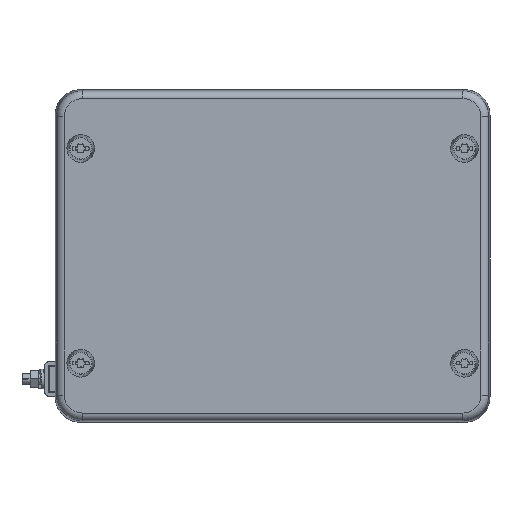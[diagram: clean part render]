
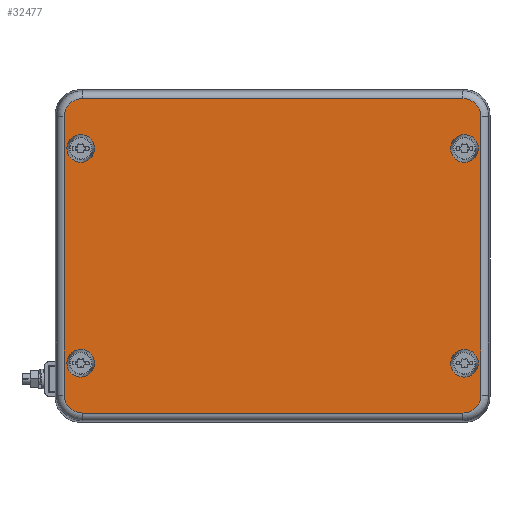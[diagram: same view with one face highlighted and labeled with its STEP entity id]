
A CAD part, top view. The second image highlights one B-rep face of the part: STEP entity #32477.
In plain terms, the highlighted planar face has unit normal (0, 0, 1).
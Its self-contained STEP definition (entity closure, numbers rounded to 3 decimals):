
#22268=AXIS2_PLACEMENT_3D('Circle Axis2P3D',#22266,#22267,$) ;
#22294=AXIS2_PLACEMENT_3D('Circle Axis2P3D',#22292,#22293,$) ;
#22311=AXIS2_PLACEMENT_3D('Circle Axis2P3D',#22309,#22310,$) ;
#22337=AXIS2_PLACEMENT_3D('Circle Axis2P3D',#22335,#22336,$) ;
#22354=AXIS2_PLACEMENT_3D('Circle Axis2P3D',#22352,#22353,$) ;
#22380=AXIS2_PLACEMENT_3D('Circle Axis2P3D',#22378,#22379,$) ;
#22397=AXIS2_PLACEMENT_3D('Circle Axis2P3D',#22395,#22396,$) ;
#22423=AXIS2_PLACEMENT_3D('Circle Axis2P3D',#22421,#22422,$) ;
#32393=AXIS2_PLACEMENT_3D('Plane Axis2P3D',#32390,#32391,#32392) ;
#32406=AXIS2_PLACEMENT_3D('Circle Axis2P3D',#32404,#32405,$) ;
#32420=AXIS2_PLACEMENT_3D('Circle Axis2P3D',#32418,#32419,$) ;
#32434=AXIS2_PLACEMENT_3D('Circle Axis2P3D',#32432,#32433,$) ;
#32448=AXIS2_PLACEMENT_3D('Circle Axis2P3D',#32446,#32447,$) ;
#22266=CARTESIAN_POINT('Axis2P3D Location',(172.969,107.,90.)) ;
#22270=CARTESIAN_POINT('Vertex',(170.372,102.246,90.)) ;
#22272=CARTESIAN_POINT('Vertex',(175.566,111.754,90.)) ;
#22292=CARTESIAN_POINT('Axis2P3D Location',(172.969,107.,90.)) ;
#22309=CARTESIAN_POINT('Axis2P3D Location',(172.969,23.,90.)) ;
#22313=CARTESIAN_POINT('Vertex',(170.372,18.246,90.)) ;
#22315=CARTESIAN_POINT('Vertex',(175.566,27.754,90.)) ;
#22335=CARTESIAN_POINT('Axis2P3D Location',(172.969,23.,90.)) ;
#22352=CARTESIAN_POINT('Axis2P3D Location',(22.969,23.,90.)) ;
#22356=CARTESIAN_POINT('Vertex',(20.372,18.246,90.)) ;
#22358=CARTESIAN_POINT('Vertex',(25.566,27.754,90.)) ;
#22378=CARTESIAN_POINT('Axis2P3D Location',(22.969,23.,90.)) ;
#22395=CARTESIAN_POINT('Axis2P3D Location',(22.969,107.,90.)) ;
#22399=CARTESIAN_POINT('Vertex',(25.566,111.754,90.)) ;
#22401=CARTESIAN_POINT('Vertex',(20.372,102.246,90.)) ;
#22421=CARTESIAN_POINT('Axis2P3D Location',(22.969,107.,90.)) ;
#32390=CARTESIAN_POINT('Axis2P3D Location',(97.969,65.,90.)) ;
#32395=CARTESIAN_POINT('Line Origine',(179.419,65.,90.)) ;
#32399=CARTESIAN_POINT('Vertex',(179.419,10.567,90.)) ;
#32401=CARTESIAN_POINT('Vertex',(179.419,119.433,90.)) ;
#32404=CARTESIAN_POINT('Axis2P3D Location',(172.402,119.433,90.)) ;
#32408=CARTESIAN_POINT('Vertex',(172.402,126.45,90.)) ;
#32411=CARTESIAN_POINT('Line Origine',(97.969,126.45,90.)) ;
#32415=CARTESIAN_POINT('Vertex',(23.536,126.45,90.)) ;
#32418=CARTESIAN_POINT('Axis2P3D Location',(23.536,119.433,90.)) ;
#32422=CARTESIAN_POINT('Vertex',(16.519,119.433,90.)) ;
#32425=CARTESIAN_POINT('Line Origine',(16.519,65.,90.)) ;
#32429=CARTESIAN_POINT('Vertex',(16.519,10.567,90.)) ;
#32432=CARTESIAN_POINT('Axis2P3D Location',(23.536,10.567,90.)) ;
#32436=CARTESIAN_POINT('Vertex',(23.536,3.55,90.)) ;
#32439=CARTESIAN_POINT('Line Origine',(97.969,3.55,90.)) ;
#32443=CARTESIAN_POINT('Vertex',(172.402,3.55,90.)) ;
#32446=CARTESIAN_POINT('Axis2P3D Location',(172.402,10.567,90.)) ;
#22267=DIRECTION('Axis2P3D Direction',(0.,0.,1.)) ;
#22293=DIRECTION('Axis2P3D Direction',(0.,0.,1.)) ;
#22310=DIRECTION('Axis2P3D Direction',(0.,0.,1.)) ;
#22336=DIRECTION('Axis2P3D Direction',(0.,0.,1.)) ;
#22353=DIRECTION('Axis2P3D Direction',(0.,0.,1.)) ;
#22379=DIRECTION('Axis2P3D Direction',(0.,0.,1.)) ;
#22396=DIRECTION('Axis2P3D Direction',(0.,0.,1.)) ;
#22422=DIRECTION('Axis2P3D Direction',(0.,0.,1.)) ;
#32391=DIRECTION('Axis2P3D Direction',(0.,0.,1.)) ;
#32392=DIRECTION('Axis2P3D XDirection',(0.,1.,0.)) ;
#32396=DIRECTION('Vector Direction',(0.,1.,0.)) ;
#32405=DIRECTION('Axis2P3D Direction',(0.,0.,1.)) ;
#32412=DIRECTION('Vector Direction',(-1.,0.,0.)) ;
#32419=DIRECTION('Axis2P3D Direction',(0.,0.,1.)) ;
#32426=DIRECTION('Vector Direction',(0.,-1.,0.)) ;
#32433=DIRECTION('Axis2P3D Direction',(0.,0.,1.)) ;
#32440=DIRECTION('Vector Direction',(1.,0.,0.)) ;
#32447=DIRECTION('Axis2P3D Direction',(0.,0.,1.)) ;
#32397=VECTOR('Line Direction',#32396,1.) ;
#32413=VECTOR('Line Direction',#32412,1.) ;
#32427=VECTOR('Line Direction',#32426,1.) ;
#32441=VECTOR('Line Direction',#32440,1.) ;
#32452=ORIENTED_EDGE('',*,*,#32403,.T.) ;
#32453=ORIENTED_EDGE('',*,*,#32410,.T.) ;
#32454=ORIENTED_EDGE('',*,*,#32417,.T.) ;
#32455=ORIENTED_EDGE('',*,*,#32424,.T.) ;
#32456=ORIENTED_EDGE('',*,*,#32431,.T.) ;
#32457=ORIENTED_EDGE('',*,*,#32438,.T.) ;
#32458=ORIENTED_EDGE('',*,*,#32445,.T.) ;
#32459=ORIENTED_EDGE('',*,*,#32450,.T.) ;
#32462=ORIENTED_EDGE('',*,*,#22425,.T.) ;
#32463=ORIENTED_EDGE('',*,*,#22403,.T.) ;
#32466=ORIENTED_EDGE('',*,*,#22360,.T.) ;
#32467=ORIENTED_EDGE('',*,*,#22382,.T.) ;
#32470=ORIENTED_EDGE('',*,*,#22274,.T.) ;
#32471=ORIENTED_EDGE('',*,*,#22296,.T.) ;
#32474=ORIENTED_EDGE('',*,*,#22339,.T.) ;
#32475=ORIENTED_EDGE('',*,*,#22317,.T.) ;
#32464=FACE_BOUND('',#32461,.T.) ;
#32468=FACE_BOUND('',#32465,.T.) ;
#32472=FACE_BOUND('',#32469,.T.) ;
#32476=FACE_BOUND('',#32473,.T.) ;
#32477=ADVANCED_FACE('Cover',(#32460,#32464,#32468,#32472,#32476),#32394,.T.) ;
#22269=CIRCLE('generated circle',#22268,5.417) ;
#22295=CIRCLE('generated circle',#22294,5.417) ;
#22312=CIRCLE('generated circle',#22311,5.417) ;
#22338=CIRCLE('generated circle',#22337,5.417) ;
#22355=CIRCLE('generated circle',#22354,5.417) ;
#22381=CIRCLE('generated circle',#22380,5.417) ;
#22398=CIRCLE('generated circle',#22397,5.417) ;
#22424=CIRCLE('generated circle',#22423,5.417) ;
#32407=CIRCLE('generated circle',#32406,7.017) ;
#32421=CIRCLE('generated circle',#32420,7.017) ;
#32435=CIRCLE('generated circle',#32434,7.017) ;
#32449=CIRCLE('generated circle',#32448,7.017) ;
#22274=EDGE_CURVE('',#22271,#22273,#22269,.F.) ;
#22296=EDGE_CURVE('',#22273,#22271,#22295,.F.) ;
#22317=EDGE_CURVE('',#22314,#22316,#22312,.F.) ;
#22339=EDGE_CURVE('',#22316,#22314,#22338,.F.) ;
#22360=EDGE_CURVE('',#22357,#22359,#22355,.F.) ;
#22382=EDGE_CURVE('',#22359,#22357,#22381,.F.) ;
#22403=EDGE_CURVE('',#22400,#22402,#22398,.F.) ;
#22425=EDGE_CURVE('',#22402,#22400,#22424,.F.) ;
#32403=EDGE_CURVE('',#32400,#32402,#32398,.T.) ;
#32410=EDGE_CURVE('',#32402,#32409,#32407,.T.) ;
#32417=EDGE_CURVE('',#32409,#32416,#32414,.T.) ;
#32424=EDGE_CURVE('',#32416,#32423,#32421,.T.) ;
#32431=EDGE_CURVE('',#32423,#32430,#32428,.T.) ;
#32438=EDGE_CURVE('',#32430,#32437,#32435,.T.) ;
#32445=EDGE_CURVE('',#32437,#32444,#32442,.T.) ;
#32450=EDGE_CURVE('',#32444,#32400,#32449,.T.) ;
#32451=EDGE_LOOP('',(#32452,#32453,#32454,#32455,#32456,#32457,#32458,#32459)) ;
#32461=EDGE_LOOP('',(#32462,#32463)) ;
#32465=EDGE_LOOP('',(#32466,#32467)) ;
#32469=EDGE_LOOP('',(#32470,#32471)) ;
#32473=EDGE_LOOP('',(#32474,#32475)) ;
#32460=FACE_OUTER_BOUND('',#32451,.T.) ;
#32398=LINE('Line',#32395,#32397) ;
#32414=LINE('Line',#32411,#32413) ;
#32428=LINE('Line',#32425,#32427) ;
#32442=LINE('Line',#32439,#32441) ;
#32394=PLANE('',#32393) ;
#22271=VERTEX_POINT('',#22270) ;
#22273=VERTEX_POINT('',#22272) ;
#22314=VERTEX_POINT('',#22313) ;
#22316=VERTEX_POINT('',#22315) ;
#22357=VERTEX_POINT('',#22356) ;
#22359=VERTEX_POINT('',#22358) ;
#22400=VERTEX_POINT('',#22399) ;
#22402=VERTEX_POINT('',#22401) ;
#32400=VERTEX_POINT('',#32399) ;
#32402=VERTEX_POINT('',#32401) ;
#32409=VERTEX_POINT('',#32408) ;
#32416=VERTEX_POINT('',#32415) ;
#32423=VERTEX_POINT('',#32422) ;
#32430=VERTEX_POINT('',#32429) ;
#32437=VERTEX_POINT('',#32436) ;
#32444=VERTEX_POINT('',#32443) ;
